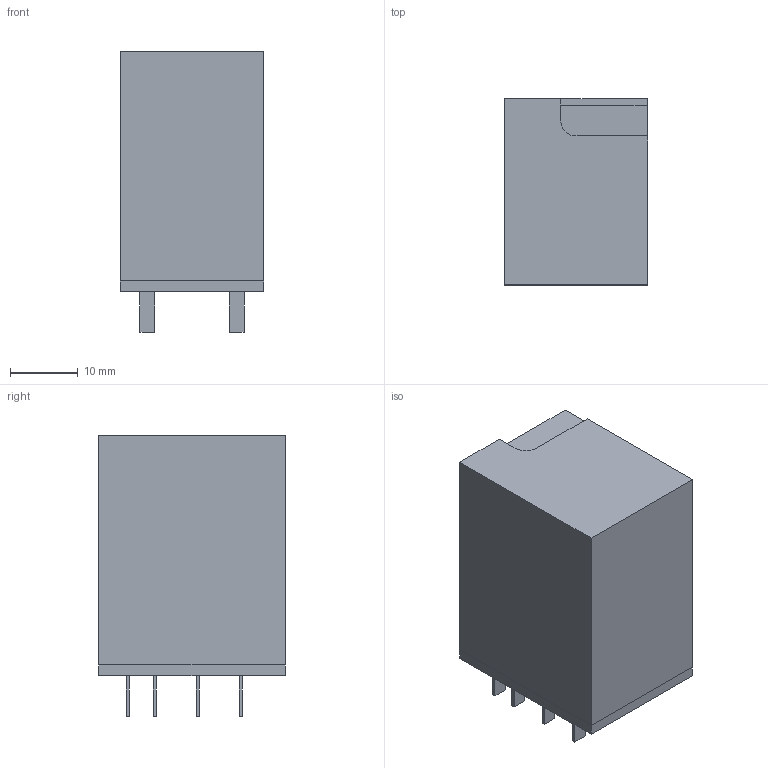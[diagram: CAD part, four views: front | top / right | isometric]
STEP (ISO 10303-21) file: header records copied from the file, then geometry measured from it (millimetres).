
FILE_DESCRIPTION(('Creo Elements/Direct Modeling STEP Export'),'2;1');
FILE_NAME('model.stp','2018-08-06T 8:20:23',(''),(''),'Creo Elements/Direct Modeling STEP processor for AP214 (Solid Model)','Creo Elements/Direct Modeling 18.1I 14-Aug-2016 (C) Parametric Technology GmbH','');
FILE_SCHEMA(('AUTOMOTIVE_DESIGN { 1 0 10303 214 1 1 1 1 }'));
Length unit declared in the file: millimetre
Products named in the file (2): REL_IR2_21x35x27_TR-BU-REL-05-select
Assembly tree (1 placements, depth 2):
  REL_IR2_21x35x27_TR-BU-REL-05-select
    REL_IR2_21x35x27_TR-BU-REL-05-select
Bounding box: 21.2 x 27.5 x 41.5 mm (x, y, z)
Volume: 20680.9 mm3; surface area: 4882.3 mm2
Topology: 1 solids, 1 shells, 57 faces, 137 edges, 90 vertices
Faces by surface type: plane 56, cylinder 1
Entity records: 2102 total; most frequent: CARTESIAN_POINT 282, ORIENTED_EDGE 274, DIRECTION 249, EDGE_CURVE 137, VECTOR 135, LINE 135, VERTEX_POINT 90, EDGE_LOOP 65
